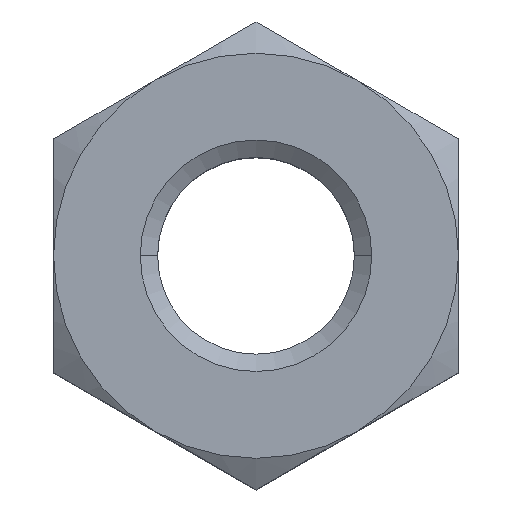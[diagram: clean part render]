
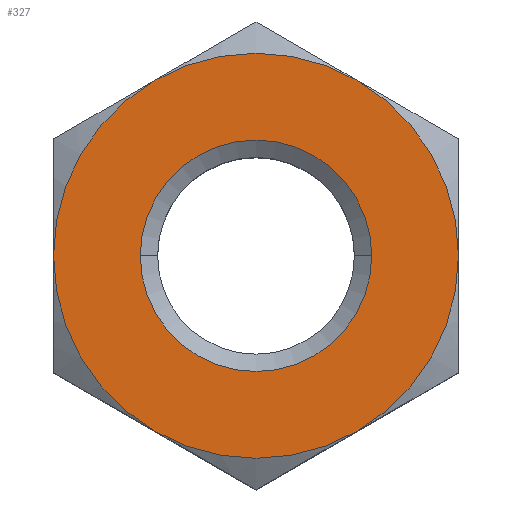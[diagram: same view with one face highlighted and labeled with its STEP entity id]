
A CAD part, top view. The second image highlights one B-rep face of the part: STEP entity #327.
In plain terms, the highlighted planar face has unit normal (0, 0, 1).
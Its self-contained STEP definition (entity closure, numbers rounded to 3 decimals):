
#3 = EDGE_CURVE ( 'NONE', #37, #585, #136, .T. ) ;
#6 = CARTESIAN_POINT ( 'NONE',  ( -10.5, 0., 0. ) ) ;
#17 = VERTEX_POINT ( 'NONE', #817 ) ;
#18 = CARTESIAN_POINT ( 'NONE',  ( 0., 0., 0. ) ) ;
#30 = CARTESIAN_POINT ( 'NONE',  ( -5.25, 9.093, 0. ) ) ;
#34 = CARTESIAN_POINT ( 'NONE',  ( -6., 0., 0. ) ) ;
#37 = VERTEX_POINT ( 'NONE', #399 ) ;
#43 = CARTESIAN_POINT ( 'NONE',  ( 0., 0., 0. ) ) ;
#63 = ORIENTED_EDGE ( 'NONE', *, *, #3, .T. ) ;
#64 = EDGE_CURVE ( 'NONE', #637, #811, #150, .T. ) ;
#69 = CIRCLE ( 'NONE', #474, 6. ) ;
#95 = CIRCLE ( 'NONE', #145, 10.5 ) ;
#120 = ORIENTED_EDGE ( 'NONE', *, *, #774, .F. ) ;
#136 = CIRCLE ( 'NONE', #267, 10.5 ) ;
#141 = ORIENTED_EDGE ( 'NONE', *, *, #546, .F. ) ;
#145 = AXIS2_PLACEMENT_3D ( 'NONE', #248, #457, #528 ) ;
#150 = CIRCLE ( 'NONE', #441, 10.5 ) ;
#185 = CIRCLE ( 'NONE', #299, 6. ) ;
#243 = DIRECTION ( 'NONE',  ( 0., 0., -1. ) ) ;
#247 = CARTESIAN_POINT ( 'NONE',  ( 0., 0., 0. ) ) ;
#248 = CARTESIAN_POINT ( 'NONE',  ( 0., 0., 0. ) ) ;
#267 = AXIS2_PLACEMENT_3D ( 'NONE', #655, #518, #884 ) ;
#269 = CARTESIAN_POINT ( 'NONE',  ( 6., 0., 0. ) ) ;
#298 = EDGE_LOOP ( 'NONE', ( #141, #715 ) ) ;
#299 = AXIS2_PLACEMENT_3D ( 'NONE', #750, #687, #756 ) ;
#301 = DIRECTION ( 'NONE',  ( 0., 0., -1. ) ) ;
#310 = VERTEX_POINT ( 'NONE', #642 ) ;
#327 = ADVANCED_FACE ( 'NONE', ( #568, #861 ), #485, .T. ) ;
#332 = CIRCLE ( 'NONE', #541, 10.5 ) ;
#394 = DIRECTION ( 'NONE',  ( 0., 0., -1. ) ) ;
#399 = CARTESIAN_POINT ( 'NONE',  ( 10.5, 0., 0. ) ) ;
#402 = DIRECTION ( 'NONE',  ( 1., 0., 0. ) ) ;
#411 = ORIENTED_EDGE ( 'NONE', *, *, #444, .F. ) ;
#430 = DIRECTION ( 'NONE',  ( 1., 0., 0. ) ) ;
#441 = AXIS2_PLACEMENT_3D ( 'NONE', #43, #394, #550 ) ;
#444 = EDGE_CURVE ( 'NONE', #811, #585, #332, .T. ) ;
#457 = DIRECTION ( 'NONE',  ( 0., 0., -1. ) ) ;
#474 = AXIS2_PLACEMENT_3D ( 'NONE', #671, #548, #402 ) ;
#481 = AXIS2_PLACEMENT_3D ( 'NONE', #498, #786, #430 ) ;
#485 = PLANE ( 'NONE',  #481 ) ;
#498 = CARTESIAN_POINT ( 'NONE',  ( -21., 0., 0. ) ) ;
#515 = AXIS2_PLACEMENT_3D ( 'NONE', #247, #555, #842 ) ;
#518 = DIRECTION ( 'NONE',  ( 0., 0., 1. ) ) ;
#519 = EDGE_CURVE ( 'NONE', #525, #631, #185, .T. ) ;
#525 = VERTEX_POINT ( 'NONE', #34 ) ;
#528 = DIRECTION ( 'NONE',  ( 1., 0., 0. ) ) ;
#541 = AXIS2_PLACEMENT_3D ( 'NONE', #18, #301, #591 ) ;
#546 = EDGE_CURVE ( 'NONE', #631, #525, #69, .T. ) ;
#548 = DIRECTION ( 'NONE',  ( 0., 0., 1. ) ) ;
#550 = DIRECTION ( 'NONE',  ( 1., 0., 0. ) ) ;
#552 = CIRCLE ( 'NONE', #515, 10.5 ) ;
#555 = DIRECTION ( 'NONE',  ( 0., 0., -1. ) ) ;
#568 = FACE_BOUND ( 'NONE', #298, .T. ) ;
#574 = CARTESIAN_POINT ( 'NONE',  ( 0., 0., 0. ) ) ;
#585 = VERTEX_POINT ( 'NONE', #766 ) ;
#591 = DIRECTION ( 'NONE',  ( 1., 0., 0. ) ) ;
#605 = EDGE_CURVE ( 'NONE', #17, #310, #552, .T. ) ;
#631 = VERTEX_POINT ( 'NONE', #269 ) ;
#637 = VERTEX_POINT ( 'NONE', #6 ) ;
#642 = CARTESIAN_POINT ( 'NONE',  ( -5.25, -9.093, 0. ) ) ;
#655 = CARTESIAN_POINT ( 'NONE',  ( 0., 0., 0. ) ) ;
#671 = CARTESIAN_POINT ( 'NONE',  ( 0., 0., 0. ) ) ;
#678 = DIRECTION ( 'NONE',  ( 1., 0., 0. ) ) ;
#687 = DIRECTION ( 'NONE',  ( 0., 0., 1. ) ) ;
#715 = ORIENTED_EDGE ( 'NONE', *, *, #519, .F. ) ;
#721 = EDGE_LOOP ( 'NONE', ( #120, #63, #411, #849, #759, #830 ) ) ;
#726 = AXIS2_PLACEMENT_3D ( 'NONE', #574, #243, #678 ) ;
#750 = CARTESIAN_POINT ( 'NONE',  ( 0., 0., 0. ) ) ;
#756 = DIRECTION ( 'NONE',  ( 1., 0., 0. ) ) ;
#759 = ORIENTED_EDGE ( 'NONE', *, *, #784, .F. ) ;
#766 = CARTESIAN_POINT ( 'NONE',  ( 5.25, 9.093, 0. ) ) ;
#774 = EDGE_CURVE ( 'NONE', #37, #17, #788, .T. ) ;
#784 = EDGE_CURVE ( 'NONE', #310, #637, #95, .T. ) ;
#786 = DIRECTION ( 'NONE',  ( 0., 0., 1. ) ) ;
#788 = CIRCLE ( 'NONE', #726, 10.5 ) ;
#811 = VERTEX_POINT ( 'NONE', #30 ) ;
#817 = CARTESIAN_POINT ( 'NONE',  ( 5.25, -9.093, 0. ) ) ;
#830 = ORIENTED_EDGE ( 'NONE', *, *, #605, .F. ) ;
#842 = DIRECTION ( 'NONE',  ( 1., 0., 0. ) ) ;
#849 = ORIENTED_EDGE ( 'NONE', *, *, #64, .F. ) ;
#861 = FACE_OUTER_BOUND ( 'NONE', #721, .T. ) ;
#884 = DIRECTION ( 'NONE',  ( 1., 0., 0. ) ) ;
